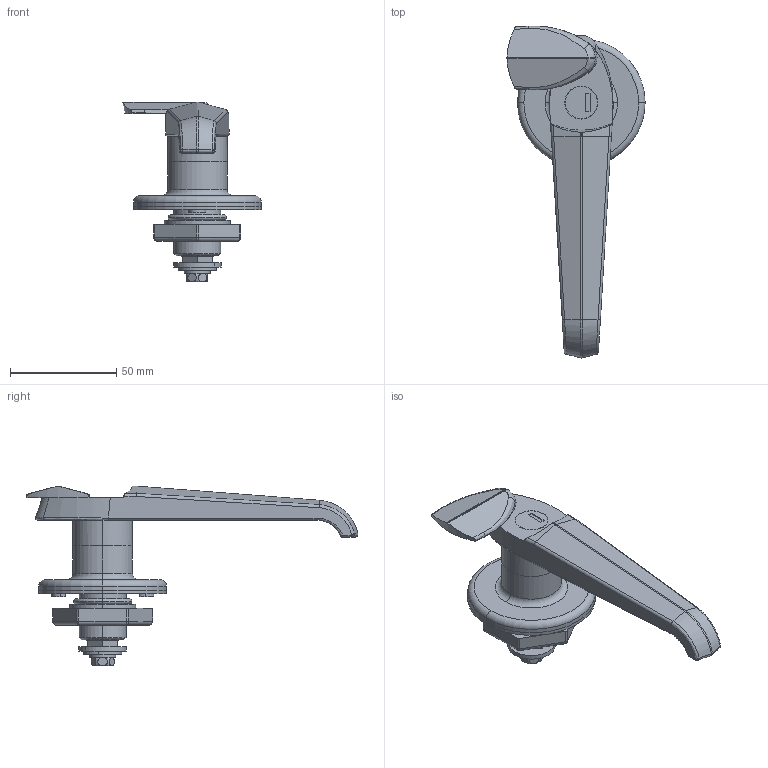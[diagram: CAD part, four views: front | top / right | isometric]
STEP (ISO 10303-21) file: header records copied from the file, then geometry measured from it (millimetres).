
FILE_DESCRIPTION (( 'STEP AP203' ), '1' );
FILE_NAME ('sone3D.STEP', '2016-03-02T04:21:58', ( '' ), ( '' ), 'SwSTEP 2.0', 'SolidWorks 2012', '' );
FILE_SCHEMA (( 'CONFIG_CONTROL_DESIGN' ));
Length unit declared in the file: millimetre
Products named in the file (12): sone3D; A-1140-1儕儞僌儚僢僔儍乕; ダミーローター__#TAK60-4_; A-1140-1平座金_; A-1140-1僗儁乕僒乕_; 廫帤寠晅偒榋妏儃儖僩M6_M6亊14; スプリングワッシャーM6_JIS B 1251 No.2 6; A-1140-1パッキン; A-1140-1六角ナット; A-1140-1-1蓋; A-1140-1-1本体; A-1140-1受座
Assembly tree (11 placements, depth 2):
  sone3D
    A-1140-1受座
    A-1140-1-1本体
    A-1140-1-1蓋
    A-1140-1六角ナット
    A-1140-1パッキン
    スプリングワッシャーM6_JIS B 1251 No.2 6
    廫帤寠晅偒榋妏儃儖僩M6_M6亊14
    A-1140-1僗儁乕僒乕_
    A-1140-1平座金_
    ダミーローター__#TAK60-4_
    A-1140-1儕儞僌儚僢僔儍乕
Bounding box: 65 x 156.01 x 84.5 mm (x, y, z)
Volume: 78258.9 mm3; surface area: 44099.7 mm2
Topology: 11 solids, 11 shells, 324 faces, 753 edges, 454 vertices
Faces by surface type: plane 116, cylinder 110, bspline 62, torus 17, cone 13, sphere 6
Entity records: 13353 total; most frequent: CARTESIAN_POINT 5200, ORIENTED_EDGE 1466, DIRECTION 1386, EDGE_CURVE 733, AXIS2_PLACEMENT_3D 542, VERTEX_POINT 452, EDGE_LOOP 359, ADVANCED_FACE 324
